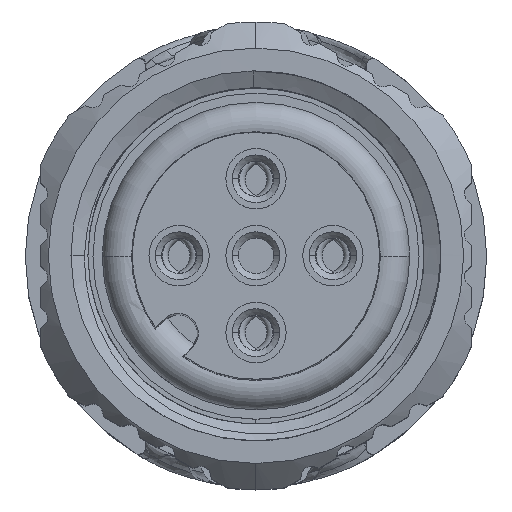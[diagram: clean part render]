
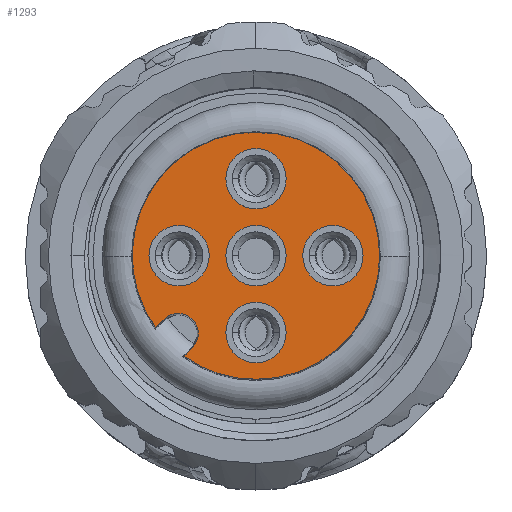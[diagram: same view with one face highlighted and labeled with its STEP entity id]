
A CAD part, top view. The second image highlights one B-rep face of the part: STEP entity #1293.
In plain terms, the highlighted planar face has unit normal (0, 0, 1).
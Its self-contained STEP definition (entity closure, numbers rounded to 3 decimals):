
#134=FACE_BOUND('',#2576,.T.);
#135=FACE_BOUND('',#2577,.T.);
#136=FACE_BOUND('',#2578,.T.);
#137=FACE_BOUND('',#2579,.T.);
#138=FACE_BOUND('',#2580,.T.);
#139=FACE_BOUND('',#2581,.T.);
#1293=ADVANCED_FACE('',(#134,#135,#136,#137,#138,#139),#1663,.F.);
#1663=PLANE('',#10339);
#2576=EDGE_LOOP('',(#5270,#5271,#5272,#5273,#5274,#5275));
#2577=EDGE_LOOP('',(#5276,#5277));
#2578=EDGE_LOOP('',(#5278,#5279));
#2579=EDGE_LOOP('',(#5280,#5281));
#2580=EDGE_LOOP('',(#5282,#5283));
#2581=EDGE_LOOP('',(#5284,#5285));
#2998=CIRCLE('',#10325,4.02);
#2999=CIRCLE('',#10326,4.02);
#3000=CIRCLE('',#10327,4.02);
#3001=CIRCLE('',#10328,0.652);
#3002=CIRCLE('',#10329,0.98);
#3003=CIRCLE('',#10330,0.98);
#3004=CIRCLE('',#10331,0.98);
#3005=CIRCLE('',#10332,0.98);
#3006=CIRCLE('',#10333,0.98);
#3007=CIRCLE('',#10334,0.98);
#3008=CIRCLE('',#10335,0.98);
#3009=CIRCLE('',#10336,0.98);
#3010=CIRCLE('',#10337,0.98);
#3011=CIRCLE('',#10338,0.98);
#5270=ORIENTED_EDGE('',*,*,#8387,.F.);
#5271=ORIENTED_EDGE('',*,*,#8388,.T.);
#5272=ORIENTED_EDGE('',*,*,#8389,.F.);
#5273=ORIENTED_EDGE('',*,*,#8390,.F.);
#5274=ORIENTED_EDGE('',*,*,#8391,.F.);
#5275=ORIENTED_EDGE('',*,*,#8392,.F.);
#5276=ORIENTED_EDGE('',*,*,#8393,.F.);
#5277=ORIENTED_EDGE('',*,*,#8394,.F.);
#5278=ORIENTED_EDGE('',*,*,#8395,.F.);
#5279=ORIENTED_EDGE('',*,*,#8396,.F.);
#5280=ORIENTED_EDGE('',*,*,#8397,.F.);
#5281=ORIENTED_EDGE('',*,*,#8398,.F.);
#5282=ORIENTED_EDGE('',*,*,#8399,.F.);
#5283=ORIENTED_EDGE('',*,*,#8400,.F.);
#5284=ORIENTED_EDGE('',*,*,#8401,.F.);
#5285=ORIENTED_EDGE('',*,*,#8402,.F.);
#7035=VERTEX_POINT('',#22066);
#7036=VERTEX_POINT('',#22067);
#7037=VERTEX_POINT('',#22069);
#7038=VERTEX_POINT('',#22071);
#7039=VERTEX_POINT('',#22073);
#7040=VERTEX_POINT('',#22075);
#7041=VERTEX_POINT('',#22078);
#7042=VERTEX_POINT('',#22079);
#7043=VERTEX_POINT('',#22082);
#7044=VERTEX_POINT('',#22083);
#7045=VERTEX_POINT('',#22086);
#7046=VERTEX_POINT('',#22087);
#7047=VERTEX_POINT('',#22090);
#7048=VERTEX_POINT('',#22091);
#7049=VERTEX_POINT('',#22094);
#7050=VERTEX_POINT('',#22095);
#8387=EDGE_CURVE('',#7035,#7036,#2998,.T.);
#8388=EDGE_CURVE('',#7035,#7037,#2999,.T.);
#8389=EDGE_CURVE('',#7038,#7037,#3000,.T.);
#8390=EDGE_CURVE('',#7039,#7038,#9119,.T.);
#8391=EDGE_CURVE('',#7040,#7039,#3001,.T.);
#8392=EDGE_CURVE('',#7036,#7040,#9120,.T.);
#8393=EDGE_CURVE('',#7041,#7042,#3002,.T.);
#8394=EDGE_CURVE('',#7042,#7041,#3003,.T.);
#8395=EDGE_CURVE('',#7043,#7044,#3004,.T.);
#8396=EDGE_CURVE('',#7044,#7043,#3005,.T.);
#8397=EDGE_CURVE('',#7045,#7046,#3006,.T.);
#8398=EDGE_CURVE('',#7046,#7045,#3007,.T.);
#8399=EDGE_CURVE('',#7047,#7048,#3008,.T.);
#8400=EDGE_CURVE('',#7048,#7047,#3009,.T.);
#8401=EDGE_CURVE('',#7049,#7050,#3010,.T.);
#8402=EDGE_CURVE('',#7050,#7049,#3011,.T.);
#9119=LINE('',#22072,#9591);
#9120=LINE('',#22076,#9592);
#9591=VECTOR('',#12283,1.);
#9592=VECTOR('',#12286,1.);
#10325=AXIS2_PLACEMENT_3D('',#22065,#12277,#12278);
#10326=AXIS2_PLACEMENT_3D('',#22068,#12279,#12280);
#10327=AXIS2_PLACEMENT_3D('',#22070,#12281,#12282);
#10328=AXIS2_PLACEMENT_3D('',#22074,#12284,#12285);
#10329=AXIS2_PLACEMENT_3D('',#22077,#12287,#12288);
#10330=AXIS2_PLACEMENT_3D('',#22080,#12289,#12290);
#10331=AXIS2_PLACEMENT_3D('',#22081,#12291,#12292);
#10332=AXIS2_PLACEMENT_3D('',#22084,#12293,#12294);
#10333=AXIS2_PLACEMENT_3D('',#22085,#12295,#12296);
#10334=AXIS2_PLACEMENT_3D('',#22088,#12297,#12298);
#10335=AXIS2_PLACEMENT_3D('',#22089,#12299,#12300);
#10336=AXIS2_PLACEMENT_3D('',#22092,#12301,#12302);
#10337=AXIS2_PLACEMENT_3D('',#22093,#12303,#12304);
#10338=AXIS2_PLACEMENT_3D('',#22096,#12305,#12306);
#10339=AXIS2_PLACEMENT_3D('',#22097,#12307,#12308);
#12277=DIRECTION('',(0.,0.,-1.));
#12278=DIRECTION('',(0.,-1.,0.));
#12279=DIRECTION('',(0.,0.,1.));
#12280=DIRECTION('',(0.,-1.,0.));
#12281=DIRECTION('',(0.,0.,-1.));
#12282=DIRECTION('',(-0.812,-0.583,0.));
#12283=DIRECTION('',(-0.707,-0.707,0.));
#12284=DIRECTION('',(0.,0.,1.));
#12285=DIRECTION('',(0.707,-0.707,0.));
#12286=DIRECTION('',(0.707,0.707,0.));
#12287=DIRECTION('',(0.,0.,1.));
#12288=DIRECTION('',(1.,0.,0.));
#12289=DIRECTION('',(0.,0.,1.));
#12290=DIRECTION('',(-1.,0.,0.));
#12291=DIRECTION('',(0.,0.,1.));
#12292=DIRECTION('',(1.,0.,0.));
#12293=DIRECTION('',(0.,0.,1.));
#12294=DIRECTION('',(-1.,0.,0.));
#12295=DIRECTION('',(0.,0.,1.));
#12296=DIRECTION('',(1.,0.,0.));
#12297=DIRECTION('',(0.,0.,1.));
#12298=DIRECTION('',(-1.,0.,0.));
#12299=DIRECTION('',(0.,0.,1.));
#12300=DIRECTION('',(1.,0.,0.));
#12301=DIRECTION('',(0.,0.,1.));
#12302=DIRECTION('',(-1.,0.,0.));
#12303=DIRECTION('',(0.,0.,1.));
#12304=DIRECTION('',(-1.,0.,0.));
#12305=DIRECTION('',(0.,0.,1.));
#12306=DIRECTION('',(1.,0.,0.));
#12307=DIRECTION('',(0.,0.,-1.));
#12308=DIRECTION('',(0.,-1.,0.));
#22065=CARTESIAN_POINT('',(0.,0.,1.4));
#22066=CARTESIAN_POINT('',(0.,-4.02,1.4));
#22067=CARTESIAN_POINT('',(-2.344,-3.266,1.4));
#22068=CARTESIAN_POINT('',(0.,0.,1.4));
#22069=CARTESIAN_POINT('',(0.,4.02,1.4));
#22070=CARTESIAN_POINT('',(0.,0.,1.4));
#22071=CARTESIAN_POINT('',(-3.266,-2.344,1.4));
#22072=CARTESIAN_POINT('',(-2.989,-2.067,1.4));
#22073=CARTESIAN_POINT('',(-2.989,-2.067,1.4));
#22074=CARTESIAN_POINT('',(-2.528,-2.528,1.4));
#22075=CARTESIAN_POINT('',(-2.067,-2.989,1.4));
#22076=CARTESIAN_POINT('',(-2.344,-3.266,1.4));
#22077=CARTESIAN_POINT('',(0.,-2.5,1.4));
#22078=CARTESIAN_POINT('',(0.98,-2.5,1.4));
#22079=CARTESIAN_POINT('',(-0.98,-2.5,1.4));
#22080=CARTESIAN_POINT('',(0.,-2.5,1.4));
#22081=CARTESIAN_POINT('',(-2.5,0.,1.4));
#22082=CARTESIAN_POINT('',(-1.52,0.,1.4));
#22083=CARTESIAN_POINT('',(-3.48,0.,1.4));
#22084=CARTESIAN_POINT('',(-2.5,0.,1.4));
#22085=CARTESIAN_POINT('',(0.,2.5,1.4));
#22086=CARTESIAN_POINT('',(0.98,2.5,1.4));
#22087=CARTESIAN_POINT('',(-0.98,2.5,1.4));
#22088=CARTESIAN_POINT('',(0.,2.5,1.4));
#22089=CARTESIAN_POINT('',(2.5,0.,1.4));
#22090=CARTESIAN_POINT('',(3.48,0.,1.4));
#22091=CARTESIAN_POINT('',(1.52,0.,1.4));
#22092=CARTESIAN_POINT('',(2.5,0.,1.4));
#22093=CARTESIAN_POINT('',(0.,0.,1.4));
#22094=CARTESIAN_POINT('',(-0.98,0.,1.4));
#22095=CARTESIAN_POINT('',(0.98,0.,1.4));
#22096=CARTESIAN_POINT('',(0.,0.,1.4));
#22097=CARTESIAN_POINT('',(0.,0.,1.4));
